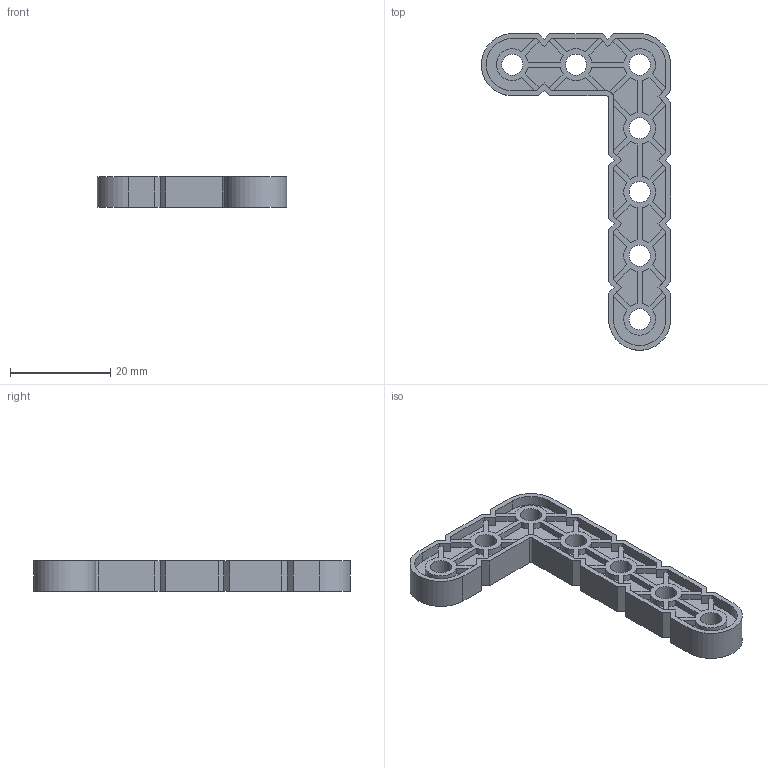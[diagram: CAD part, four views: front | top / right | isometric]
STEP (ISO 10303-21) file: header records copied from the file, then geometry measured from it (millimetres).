
FILE_DESCRIPTION (( 'STEP AP214' ), '1' );
FILE_NAME ('228-2500-150.STEP', '2014-03-06T18:45:17', ( '' ), ( '' ), 'SwSTEP 2.0', 'SolidWorks 2013', '' );
FILE_SCHEMA (( 'AUTOMOTIVE_DESIGN' ));
Length unit declared in the file: millimetre
Products named in the file (1): 228-2500-150
Bounding box: 37.8 x 63.2 x 6.1 mm (x, y, z)
Volume: 3346.3 mm3; surface area: 5190 mm2
Topology: 1 solids, 1 shells, 376 faces, 1116 edges, 744 vertices
Faces by surface type: plane 268, cylinder 108
Entity records: 12602 total; most frequent: CARTESIAN_POINT 2237, ORIENTED_EDGE 2232, DIRECTION 2090, EDGE_CURVE 1116, VECTOR 896, LINE 896, VERTEX_POINT 744, AXIS2_PLACEMENT_3D 597
